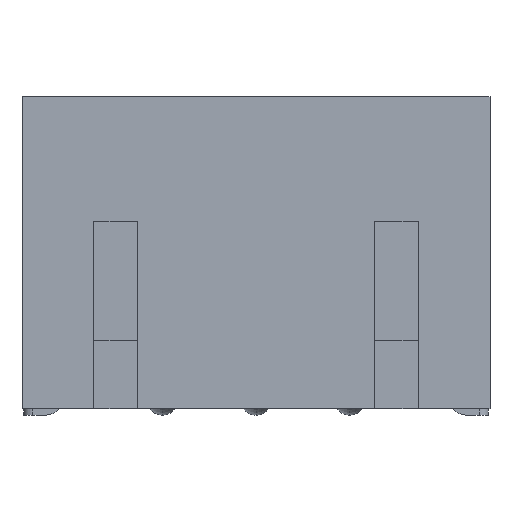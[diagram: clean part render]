
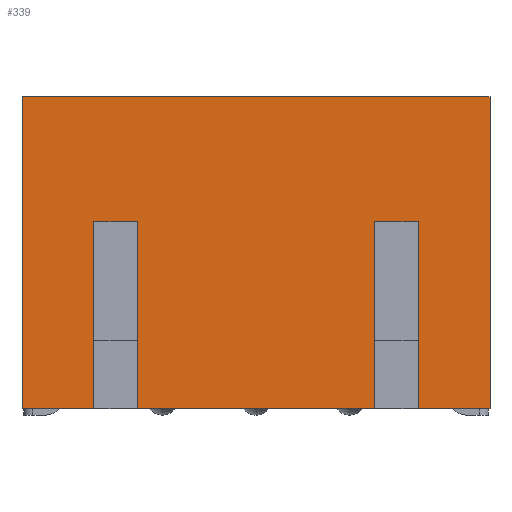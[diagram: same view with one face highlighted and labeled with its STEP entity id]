
A CAD part, front view. The second image highlights one B-rep face of the part: STEP entity #339.
In plain terms, the highlighted planar face has unit normal (0, -1, 0).
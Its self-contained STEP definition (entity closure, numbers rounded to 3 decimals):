
#339=ADVANCED_FACE('',(#960),#961,.T.);
#960=FACE_OUTER_BOUND('',#1879,.T.);
#961=PLANE('',#1880);
#1879=EDGE_LOOP('',(#2842,#2843,#2844,#2845,#2846,#2847,#2848,#2849,#2850,#2851,#2852,#2853));
#1880=AXIS2_PLACEMENT_3D('',#2854,#2855,#2856);
#2842=ORIENTED_EDGE('',*,*,#5639,.T.);
#2843=ORIENTED_EDGE('',*,*,#5640,.F.);
#2844=ORIENTED_EDGE('',*,*,#5641,.F.);
#2845=ORIENTED_EDGE('',*,*,#5601,.T.);
#2846=ORIENTED_EDGE('',*,*,#5642,.T.);
#2847=ORIENTED_EDGE('',*,*,#5643,.F.);
#2848=ORIENTED_EDGE('',*,*,#5644,.F.);
#2849=ORIENTED_EDGE('',*,*,#5597,.T.);
#2850=ORIENTED_EDGE('',*,*,#5636,.F.);
#2851=ORIENTED_EDGE('',*,*,#5645,.T.);
#2852=ORIENTED_EDGE('',*,*,#5646,.T.);
#2853=ORIENTED_EDGE('',*,*,#5605,.T.);
#2854=CARTESIAN_POINT('',(-3.0,-1.875,0.0));
#2855=DIRECTION('',(0.0,-1.0,0.0));
#2856=DIRECTION('',(1.0,0.0,0.0));
#5597=EDGE_CURVE('',#6710,#6708,#6711,.T.);
#5601=EDGE_CURVE('',#6718,#6716,#6719,.T.);
#5605=EDGE_CURVE('',#6726,#6724,#6727,.T.);
#5636=EDGE_CURVE('',#6781,#6708,#6783,.T.);
#5639=EDGE_CURVE('',#6724,#6786,#6787,.T.);
#5640=EDGE_CURVE('',#6788,#6786,#6789,.T.);
#5641=EDGE_CURVE('',#6718,#6788,#6790,.T.);
#5642=EDGE_CURVE('',#6716,#6791,#6792,.T.);
#5643=EDGE_CURVE('',#6793,#6791,#6794,.T.);
#5644=EDGE_CURVE('',#6710,#6793,#6795,.T.);
#5645=EDGE_CURVE('',#6781,#6796,#6797,.T.);
#5646=EDGE_CURVE('',#6796,#6726,#6798,.T.);
#6708=VERTEX_POINT('',#8347);
#6710=VERTEX_POINT('',#8350);
#6711=LINE('',#8351,#8352);
#6716=VERTEX_POINT('',#8359);
#6718=VERTEX_POINT('',#8362);
#6719=LINE('',#8363,#8364);
#6724=VERTEX_POINT('',#8371);
#6726=VERTEX_POINT('',#8374);
#6727=LINE('',#8375,#8376);
#6781=VERTEX_POINT('',#8456);
#6783=LINE('',#8459,#8460);
#6786=VERTEX_POINT('',#8464);
#6787=LINE('',#8465,#8466);
#6788=VERTEX_POINT('',#8467);
#6789=LINE('',#8468,#8469);
#6790=LINE('',#8470,#8471);
#6791=VERTEX_POINT('',#8472);
#6792=LINE('',#8473,#8474);
#6793=VERTEX_POINT('',#8475);
#6794=LINE('',#8476,#8477);
#6795=LINE('',#8478,#8479);
#6796=VERTEX_POINT('',#8480);
#6797=LINE('',#8481,#8482);
#6798=LINE('',#8483,#8484);
#8347=CARTESIAN_POINT('',(3.75,-1.875,0.0));
#8350=CARTESIAN_POINT('',(2.6,-1.875,0.0));
#8351=CARTESIAN_POINT('',(2.6,-1.875,0.0));
#8352=VECTOR('',#10680,1.0);
#8359=CARTESIAN_POINT('',(1.9,-1.875,0.0));
#8362=CARTESIAN_POINT('',(-1.9,-1.875,0.0));
#8363=CARTESIAN_POINT('',(-1.9,-1.875,0.0));
#8364=VECTOR('',#10684,1.0);
#8371=CARTESIAN_POINT('',(-2.6,-1.875,0.0));
#8374=CARTESIAN_POINT('',(-3.75,-1.875,0.0));
#8375=CARTESIAN_POINT('',(-3.75,-1.875,0.0));
#8376=VECTOR('',#10688,1.0);
#8456=CARTESIAN_POINT('',(3.75,-1.875,5.0));
#8459=CARTESIAN_POINT('',(3.75,-1.875,5.0));
#8460=VECTOR('',#10716,1.0);
#8464=CARTESIAN_POINT('',(-2.6,-1.875,3.0));
#8465=CARTESIAN_POINT('',(-2.6,-1.875,0.0));
#8466=VECTOR('',#10718,1.0);
#8467=CARTESIAN_POINT('',(-1.9,-1.875,3.0));
#8468=CARTESIAN_POINT('',(-1.9,-1.875,3.0));
#8469=VECTOR('',#10719,1.0);
#8470=CARTESIAN_POINT('',(-1.9,-1.875,0.0));
#8471=VECTOR('',#10720,1.0);
#8472=CARTESIAN_POINT('',(1.9,-1.875,3.0));
#8473=CARTESIAN_POINT('',(1.9,-1.875,0.0));
#8474=VECTOR('',#10721,1.0);
#8475=CARTESIAN_POINT('',(2.6,-1.875,3.0));
#8476=CARTESIAN_POINT('',(2.6,-1.875,3.0));
#8477=VECTOR('',#10722,1.0);
#8478=CARTESIAN_POINT('',(2.6,-1.875,0.0));
#8479=VECTOR('',#10723,1.0);
#8480=CARTESIAN_POINT('',(-3.75,-1.875,5.0));
#8481=CARTESIAN_POINT('',(3.75,-1.875,5.0));
#8482=VECTOR('',#10724,1.0);
#8483=CARTESIAN_POINT('',(-3.75,-1.875,5.0));
#8484=VECTOR('',#10725,1.0);
#10680=DIRECTION('',(1.0,0.0,0.0));
#10684=DIRECTION('',(1.0,0.0,0.0));
#10688=DIRECTION('',(1.0,0.0,0.0));
#10716=DIRECTION('',(0.0,0.0,-1.0));
#10718=DIRECTION('',(0.0,0.0,1.0));
#10719=DIRECTION('',(-1.0,0.0,0.0));
#10720=DIRECTION('',(0.0,0.0,1.0));
#10721=DIRECTION('',(0.0,0.0,1.0));
#10722=DIRECTION('',(-1.0,0.0,0.0));
#10723=DIRECTION('',(0.0,0.0,1.0));
#10724=DIRECTION('',(-1.0,0.0,0.0));
#10725=DIRECTION('',(0.0,0.0,-1.0));
